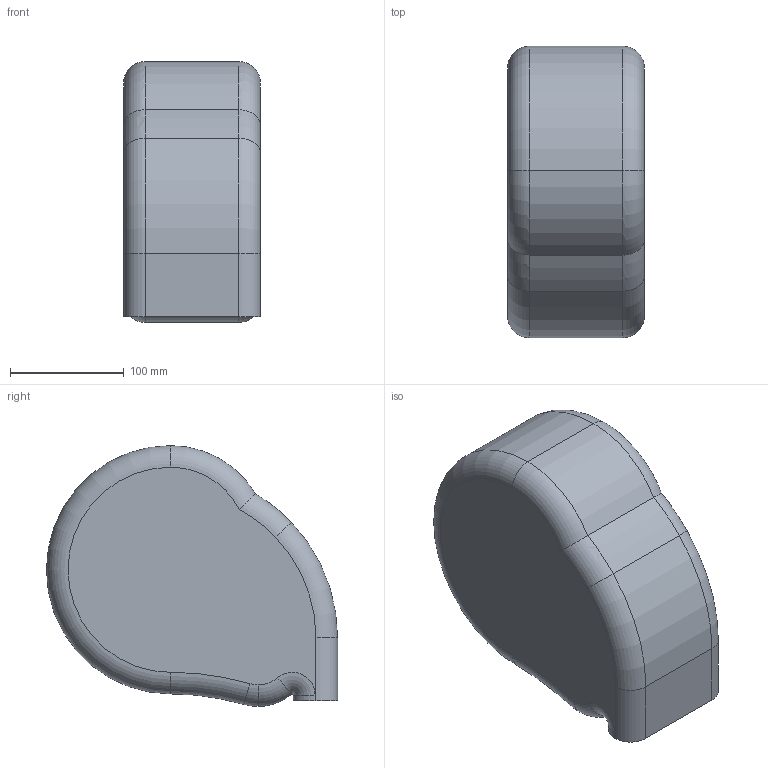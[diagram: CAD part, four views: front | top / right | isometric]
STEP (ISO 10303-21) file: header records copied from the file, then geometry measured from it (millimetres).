
FILE_DESCRIPTION (( 'STEP AP214' ), '1' );
FILE_NAME ('snail shell V1.STEP', '2023-12-28T00:37:09', ( '' ), ( '' ), 'SwSTEP 2.0', 'SolidWorks 2024', '' );
FILE_SCHEMA (( 'AUTOMOTIVE_DESIGN' ));
Length unit declared in the file: millimetre
Products named in the file (1): snail shell V1
Bounding box: 120 x 255.54 x 228.96 mm (x, y, z)
Volume: 3404440.6 mm3; surface area: 352422.2 mm2
Topology: 1 solids, 1 shells, 65 faces, 183 edges, 112 vertices
Faces by surface type: bspline 27, torus 18, cylinder 14, plane 6
Entity records: 13767 total; most frequent: CARTESIAN_POINT 12278, ORIENTED_EDGE 364, DIRECTION 243, EDGE_CURVE 182, VERTEX_POINT 112, AXIS2_PLACEMENT_3D 110, B_SPLINE_CURVE_WITH_KNOTS 72, CIRCLE 71
